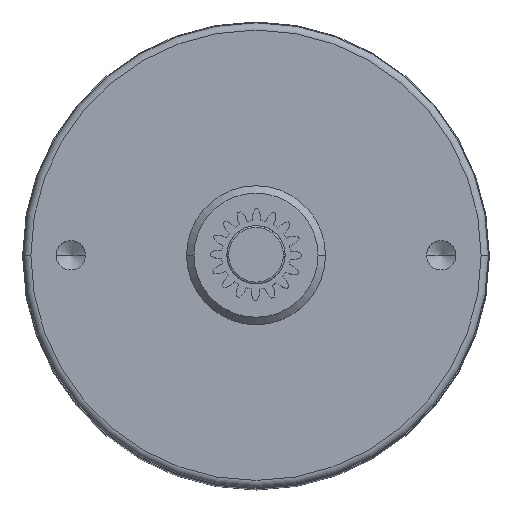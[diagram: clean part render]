
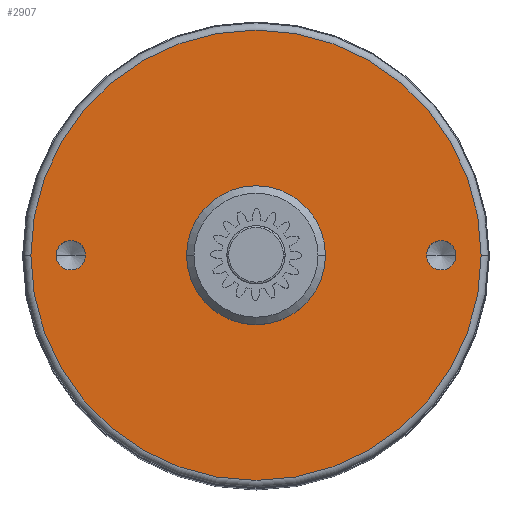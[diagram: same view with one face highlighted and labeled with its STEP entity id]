
A CAD part, top view. The second image highlights one B-rep face of the part: STEP entity #2907.
In plain terms, the highlighted planar face has unit normal (0, 0, 1).
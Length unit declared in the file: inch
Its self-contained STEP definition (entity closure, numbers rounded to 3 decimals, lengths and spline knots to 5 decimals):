
#122 = VERTEX_POINT ( 'NONE', #2385 ) ;
#126 = CARTESIAN_POINT ( 'NONE',  ( 2.4795, 4.303, 0.75 ) ) ;
#169 = ORIENTED_EDGE ( 'NONE', *, *, #386, .F. ) ;
#245 = DIRECTION ( 'NONE',  ( 0., 0., 1. ) ) ;
#298 = DIRECTION ( 'NONE',  ( 0., 0., 1. ) ) ;
#386 = EDGE_CURVE ( 'NONE', #1457, #2129, #802, .T. ) ;
#437 = CARTESIAN_POINT ( 'NONE',  ( 1.4, 4.303, 0.75 ) ) ;
#443 = CARTESIAN_POINT ( 'NONE',  ( 0.4, 4.303, 0.75 ) ) ;
#456 = CARTESIAN_POINT ( 'NONE',  ( 0.4, 4.303, 0.75 ) ) ;
#505 = CIRCLE ( 'NONE', #3037, 0.375 ) ;
#531 = CARTESIAN_POINT ( 'NONE',  ( 2.61563, 4.303, 0.75 ) ) ;
#555 = ORIENTED_EDGE ( 'NONE', *, *, #847, .F. ) ;
#649 = ORIENTED_EDGE ( 'NONE', *, *, #1168, .T. ) ;
#651 = VERTEX_POINT ( 'NONE', #2631 ) ;
#656 = AXIS2_PLACEMENT_3D ( 'NONE', #3378, #1758, #3956 ) ;
#802 = CIRCLE ( 'NONE', #1689, 0.0795 ) ;
#829 = DIRECTION ( 'NONE',  ( 1., 0., 0. ) ) ;
#847 = EDGE_CURVE ( 'NONE', #1532, #1089, #1102, .T. ) ;
#870 = CIRCLE ( 'NONE', #2146, 0.375 ) ;
#884 = EDGE_LOOP ( 'NONE', ( #2592, #2162 ) ) ;
#917 = AXIS2_PLACEMENT_3D ( 'NONE', #3209, #3562, #3518 ) ;
#1013 = CIRCLE ( 'NONE', #2602, 0.0795 ) ;
#1029 = CARTESIAN_POINT ( 'NONE',  ( 0.18437, 4.303, 0.75 ) ) ;
#1034 = CARTESIAN_POINT ( 'NONE',  ( 1.4, 4.303, 0.75 ) ) ;
#1089 = VERTEX_POINT ( 'NONE', #126 ) ;
#1102 = CIRCLE ( 'NONE', #3080, 0.0795 ) ;
#1168 = EDGE_CURVE ( 'NONE', #2283, #2894, #3449, .T. ) ;
#1365 = EDGE_LOOP ( 'NONE', ( #2390, #649 ) ) ;
#1457 = VERTEX_POINT ( 'NONE', #1977 ) ;
#1461 = DIRECTION ( 'NONE',  ( 0., 0., 1. ) ) ;
#1476 = DIRECTION ( 'NONE',  ( 0., 0., 1. ) ) ;
#1504 = FACE_BOUND ( 'NONE', #1510, .T. ) ;
#1510 = EDGE_LOOP ( 'NONE', ( #169, #2698 ) ) ;
#1532 = VERTEX_POINT ( 'NONE', #3887 ) ;
#1626 = EDGE_LOOP ( 'NONE', ( #3734, #555 ) ) ;
#1689 = AXIS2_PLACEMENT_3D ( 'NONE', #443, #2993, #3310 ) ;
#1758 = DIRECTION ( 'NONE',  ( 0., 0., 1. ) ) ;
#1878 = EDGE_CURVE ( 'NONE', #651, #122, #505, .T. ) ;
#1977 = CARTESIAN_POINT ( 'NONE',  ( 0.4795, 4.303, 0.75 ) ) ;
#1988 = AXIS2_PLACEMENT_3D ( 'NONE', #4089, #298, #3473 ) ;
#2010 = EDGE_CURVE ( 'NONE', #122, #651, #870, .T. ) ;
#2129 = VERTEX_POINT ( 'NONE', #4063 ) ;
#2146 = AXIS2_PLACEMENT_3D ( 'NONE', #437, #1476, #3988 ) ;
#2162 = ORIENTED_EDGE ( 'NONE', *, *, #2010, .F. ) ;
#2283 = VERTEX_POINT ( 'NONE', #1029 ) ;
#2295 = DIRECTION ( 'NONE',  ( 1., 0., 0. ) ) ;
#2385 = CARTESIAN_POINT ( 'NONE',  ( 1.775, 4.303, 0.75 ) ) ;
#2390 = ORIENTED_EDGE ( 'NONE', *, *, #2660, .T. ) ;
#2455 = FACE_BOUND ( 'NONE', #884, .T. ) ;
#2592 = ORIENTED_EDGE ( 'NONE', *, *, #1878, .F. ) ;
#2602 = AXIS2_PLACEMENT_3D ( 'NONE', #3705, #1461, #3309 ) ;
#2631 = CARTESIAN_POINT ( 'NONE',  ( 1.025, 4.303, 0.75 ) ) ;
#2660 = EDGE_CURVE ( 'NONE', #2894, #2283, #3101, .T. ) ;
#2698 = ORIENTED_EDGE ( 'NONE', *, *, #3685, .F. ) ;
#2765 = FACE_BOUND ( 'NONE', #1626, .T. ) ;
#2789 = DIRECTION ( 'NONE',  ( 1., 0., 0. ) ) ;
#2894 = VERTEX_POINT ( 'NONE', #531 ) ;
#2907 = ADVANCED_FACE ( 'NONE', ( #3072, #1504, #2765, #2455 ), #3421, .T. ) ;
#2993 = DIRECTION ( 'NONE',  ( 0., 0., 1. ) ) ;
#3017 = CIRCLE ( 'NONE', #3271, 0.0795 ) ;
#3037 = AXIS2_PLACEMENT_3D ( 'NONE', #1034, #3575, #2295 ) ;
#3072 = FACE_OUTER_BOUND ( 'NONE', #1365, .T. ) ;
#3080 = AXIS2_PLACEMENT_3D ( 'NONE', #3698, #245, #2789 ) ;
#3101 = CIRCLE ( 'NONE', #917, 1.21563 ) ;
#3209 = CARTESIAN_POINT ( 'NONE',  ( 1.4, 4.303, 0.75 ) ) ;
#3263 = EDGE_CURVE ( 'NONE', #1089, #1532, #1013, .T. ) ;
#3271 = AXIS2_PLACEMENT_3D ( 'NONE', #456, #3679, #829 ) ;
#3309 = DIRECTION ( 'NONE',  ( 1., 0., 0. ) ) ;
#3310 = DIRECTION ( 'NONE',  ( 1., 0., 0. ) ) ;
#3378 = CARTESIAN_POINT ( 'NONE',  ( 1.4, 4.303, 0.75 ) ) ;
#3421 = PLANE ( 'NONE',  #1988 ) ;
#3449 = CIRCLE ( 'NONE', #656, 1.21563 ) ;
#3473 = DIRECTION ( 'NONE',  ( 1., 0., 0. ) ) ;
#3518 = DIRECTION ( 'NONE',  ( 1., 0., 0. ) ) ;
#3562 = DIRECTION ( 'NONE',  ( 0., 0., 1. ) ) ;
#3575 = DIRECTION ( 'NONE',  ( 0., 0., 1. ) ) ;
#3679 = DIRECTION ( 'NONE',  ( 0., 0., 1. ) ) ;
#3685 = EDGE_CURVE ( 'NONE', #2129, #1457, #3017, .T. ) ;
#3698 = CARTESIAN_POINT ( 'NONE',  ( 2.4, 4.303, 0.75 ) ) ;
#3705 = CARTESIAN_POINT ( 'NONE',  ( 2.4, 4.303, 0.75 ) ) ;
#3734 = ORIENTED_EDGE ( 'NONE', *, *, #3263, .F. ) ;
#3887 = CARTESIAN_POINT ( 'NONE',  ( 2.3205, 4.303, 0.75 ) ) ;
#3956 = DIRECTION ( 'NONE',  ( 1., 0., 0. ) ) ;
#3988 = DIRECTION ( 'NONE',  ( 1., 0., 0. ) ) ;
#4063 = CARTESIAN_POINT ( 'NONE',  ( 0.3205, 4.303, 0.75 ) ) ;
#4089 = CARTESIAN_POINT ( 'NONE',  ( 1.4, 4.303, 0.75 ) ) ;
